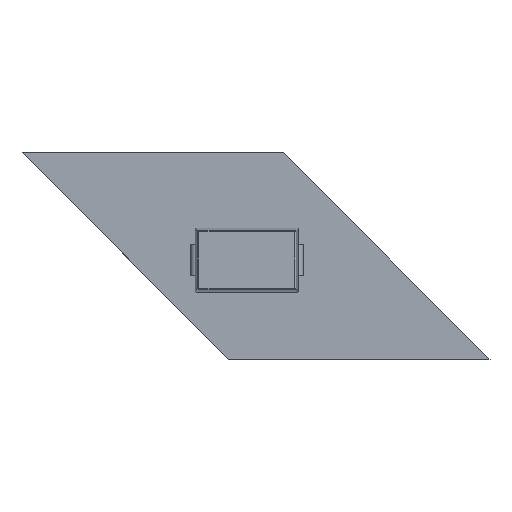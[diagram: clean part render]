
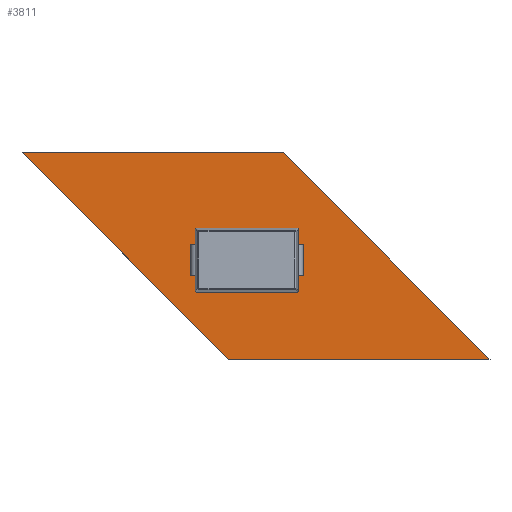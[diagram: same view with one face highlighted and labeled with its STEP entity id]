
A CAD part, top view. The second image highlights one B-rep face of the part: STEP entity #3811.
In plain terms, the highlighted planar face has unit normal (0, 0, 1).
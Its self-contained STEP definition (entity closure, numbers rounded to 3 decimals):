
#3682 = VERTEX_POINT('',#3683);
#3683 = CARTESIAN_POINT('',(66.548,58.547,0.));
#3689 = EDGE_CURVE('',#3682,#3690,#3692,.T.);
#3690 = VERTEX_POINT('',#3691);
#3691 = CARTESIAN_POINT('',(57.023,68.072,0.));
#3692 = LINE('',#3693,#3694);
#3693 = CARTESIAN_POINT('',(66.548,58.547,0.));
#3694 = VECTOR('',#3695,1.);
#3695 = DIRECTION('',(-0.707,0.707,0.));
#3720 = EDGE_CURVE('',#3690,#3721,#3723,.T.);
#3721 = VERTEX_POINT('',#3722);
#3722 = CARTESIAN_POINT('',(69.088,68.072,0.));
#3723 = LINE('',#3724,#3725);
#3724 = CARTESIAN_POINT('',(57.023,68.072,0.));
#3725 = VECTOR('',#3726,1.);
#3726 = DIRECTION('',(1.,0.,0.));
#3751 = EDGE_CURVE('',#3721,#3752,#3754,.T.);
#3752 = VERTEX_POINT('',#3753);
#3753 = CARTESIAN_POINT('',(78.613,58.547,0.));
#3754 = LINE('',#3755,#3756);
#3755 = CARTESIAN_POINT('',(69.088,68.072,0.));
#3756 = VECTOR('',#3757,1.);
#3757 = DIRECTION('',(0.707,-0.707,0.));
#3782 = EDGE_CURVE('',#3752,#3682,#3783,.T.);
#3783 = LINE('',#3784,#3785);
#3784 = CARTESIAN_POINT('',(78.613,58.547,0.));
#3785 = VECTOR('',#3786,1.);
#3786 = DIRECTION('',(-1.,0.,0.));
#3811 = ADVANCED_FACE('',(#3812),#3818,.T.);
#3812 = FACE_BOUND('',#3813,.F.);
#3813 = EDGE_LOOP('',(#3814,#3815,#3816,#3817));
#3814 = ORIENTED_EDGE('',*,*,#3689,.T.);
#3815 = ORIENTED_EDGE('',*,*,#3720,.T.);
#3816 = ORIENTED_EDGE('',*,*,#3751,.T.);
#3817 = ORIENTED_EDGE('',*,*,#3782,.T.);
#3818 = PLANE('',#3819);
#3819 = AXIS2_PLACEMENT_3D('',#3820,#3821,#3822);
#3820 = CARTESIAN_POINT('',(66.548,58.547,0.));
#3821 = DIRECTION('',(0.,0.,1.));
#3822 = DIRECTION('',(1.,0.,0.));
